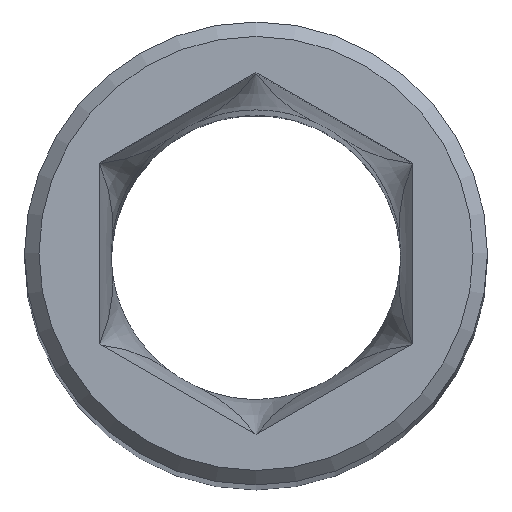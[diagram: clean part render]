
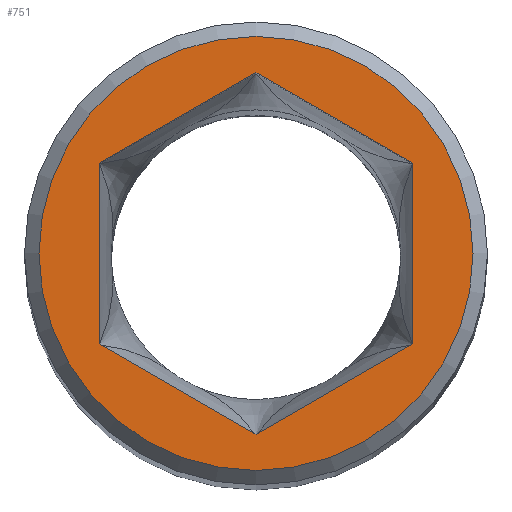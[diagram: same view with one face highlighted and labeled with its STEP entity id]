
A CAD part, top view. The second image highlights one B-rep face of the part: STEP entity #751.
In plain terms, the highlighted planar face has unit normal (0, 0, 1).
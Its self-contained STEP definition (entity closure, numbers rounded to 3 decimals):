
#19=FACE_BOUND('',#135,.T.);
#28=PLANE('',#820);
#87=FACE_OUTER_BOUND('',#134,.T.);
#134=EDGE_LOOP('',(#680));
#135=EDGE_LOOP('',(#681,#682,#683,#684,#685,#686));
#159=CIRCLE('',#819,1.5);
#230=LINE('',#1820,#268);
#233=LINE('',#1825,#271);
#235=LINE('',#1829,#273);
#237=LINE('',#1833,#275);
#239=LINE('',#1837,#277);
#241=LINE('',#1840,#279);
#268=VECTOR('',#908,10.);
#271=VECTOR('',#913,10.);
#273=VECTOR('',#917,10.);
#275=VECTOR('',#921,10.);
#277=VECTOR('',#925,10.);
#279=VECTOR('',#929,10.);
#338=VERTEX_POINT('',#1818);
#339=VERTEX_POINT('',#1819);
#340=VERTEX_POINT('',#1824);
#341=VERTEX_POINT('',#1828);
#342=VERTEX_POINT('',#1832);
#343=VERTEX_POINT('',#1836);
#353=VERTEX_POINT('',#2627);
#432=EDGE_CURVE('',#338,#339,#230,.T.);
#435=EDGE_CURVE('',#340,#338,#233,.T.);
#437=EDGE_CURVE('',#341,#340,#235,.T.);
#439=EDGE_CURVE('',#342,#341,#237,.T.);
#441=EDGE_CURVE('',#343,#342,#239,.T.);
#443=EDGE_CURVE('',#339,#343,#241,.T.);
#464=EDGE_CURVE('',#353,#353,#159,.T.);
#680=ORIENTED_EDGE('',*,*,#464,.F.);
#681=ORIENTED_EDGE('',*,*,#432,.T.);
#682=ORIENTED_EDGE('',*,*,#443,.T.);
#683=ORIENTED_EDGE('',*,*,#441,.T.);
#684=ORIENTED_EDGE('',*,*,#439,.T.);
#685=ORIENTED_EDGE('',*,*,#437,.T.);
#686=ORIENTED_EDGE('',*,*,#435,.T.);
#751=ADVANCED_FACE('',(#87,#19),#28,.T.);
#819=AXIS2_PLACEMENT_3D('',#2629,#967,#968);
#820=AXIS2_PLACEMENT_3D('',#2630,#969,#970);
#908=DIRECTION('',(0.866,-0.5,0.));
#913=DIRECTION('',(0.866,0.5,0.));
#917=DIRECTION('',(0.,1.,0.));
#921=DIRECTION('',(-0.866,0.5,0.));
#925=DIRECTION('',(-0.866,-0.5,0.));
#929=DIRECTION('',(0.,-1.,0.));
#967=DIRECTION('center_axis',(0.,0.,
-1.));
#968=DIRECTION('ref_axis',(0.866,0.5,0.));
#969=DIRECTION('center_axis',(0.,0.,
1.));
#970=DIRECTION('ref_axis',(-0.819,-0.574,0.));
#1818=CARTESIAN_POINT('',(19.297,-5.007,78.55));
#1819=CARTESIAN_POINT('',(20.379,-5.632,78.55));
#1820=CARTESIAN_POINT('',(19.567,-5.163,78.55));
#1824=CARTESIAN_POINT('',(18.214,-5.632,78.55));
#1825=CARTESIAN_POINT('',(18.485,-5.476,78.55));
#1828=CARTESIAN_POINT('',(18.214,-6.882,78.55));
#1829=CARTESIAN_POINT('',(18.214,-6.57,78.55));
#1832=CARTESIAN_POINT('',(19.297,-7.507,78.55));
#1833=CARTESIAN_POINT('',(19.026,-7.351,78.55));
#1836=CARTESIAN_POINT('',(20.379,-6.882,78.55));
#1837=CARTESIAN_POINT('',(20.109,-7.038,78.55));
#1840=CARTESIAN_POINT('',(20.379,-5.945,78.55));
#2627=CARTESIAN_POINT('',(17.998,-7.007,78.55));
#2629=CARTESIAN_POINT('Origin',(19.297,-6.257,78.55));
#2630=CARTESIAN_POINT('Origin',(19.297,-6.257,78.55));
